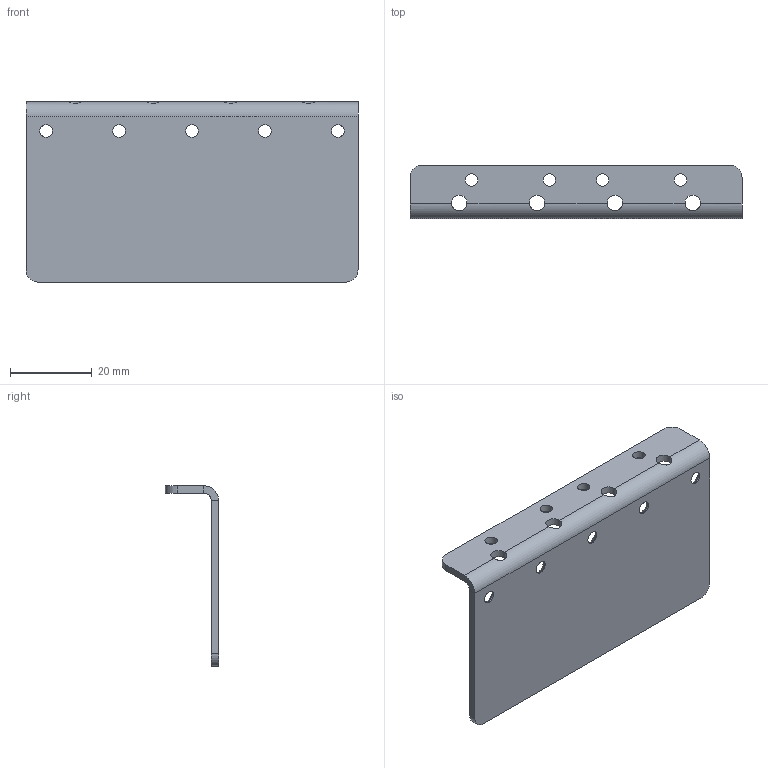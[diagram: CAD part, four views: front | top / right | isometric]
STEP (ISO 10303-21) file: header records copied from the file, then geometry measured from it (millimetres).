
FILE_DESCRIPTION((' '),'2;1');
FILE_NAME( 'BRIDGE_1.stp', '2024-04-03T16:25:35', (' '), ('--- ---'), ' V2024.1 Dec 29 2023', ' 2024 (c)', ' ');
FILE_SCHEMA(('AP242_MANAGED_MODEL_BASED_3D_ENGINEERING_MIM_LF { 1 0 10303 442 1 1 4 }'));
Length unit declared in the file: millimetre
Products named in the file (1): BRIDGE_1
Bounding box: 81 x 13 x 44 mm (x, y, z)
Volume: 7551.1 mm3; surface area: 9263.1 mm2
Topology: 1 solids, 1 shells, 260 faces, 735 edges, 486 vertices
Faces by surface type: plane 141, extrusion 95, cylinder 19, cone 5
Full cylindrical faces by diameter (mm): 3 x4, 3.1 x5, 3.8 x4
Entity records: 9377 total; most frequent: CARTESIAN_POINT 2991, ORIENTED_EDGE 1416, DIRECTION 1004, EDGE_CURVE 708, VECTOR 562, VERTEX_POINT 477, LINE 467, EDGE_LOOP 313
